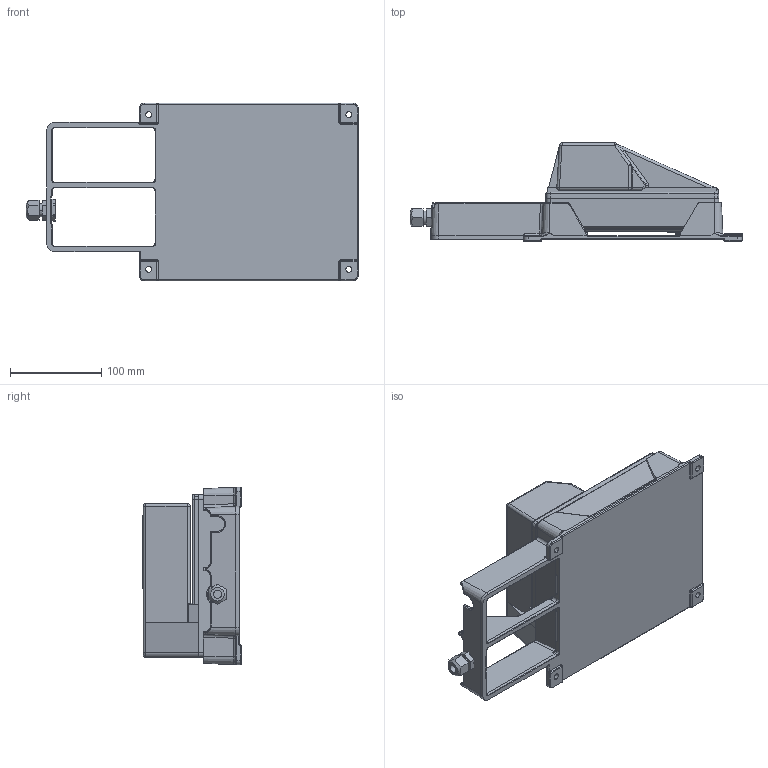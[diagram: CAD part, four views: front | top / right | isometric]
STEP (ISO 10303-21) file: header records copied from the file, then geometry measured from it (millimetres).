
FILE_DESCRIPTION (( 'STEP AP214' ), '1' );
FILE_NAME ('DR-U295_352001_51.STEP', '2015-02-24T09:07:44', ( 'Admin1' ), ( '' ), 'SwSTEP 2.0', 'SolidWorks 2014', '' );
FILE_SCHEMA (( 'AUTOMOTIVE_DESIGN' ));
Length unit declared in the file: millimetre
Products named in the file (1): DR-U295_352001_51
Bounding box: 364.71 x 108.2 x 195 mm (x, y, z)
Surface area: 274562.8 mm2 (no closed solid volume)
Topology: 0 solids, 18 shells, 665 faces, 1838 edges, 1124 vertices
Faces by surface type: cylinder 265, plane 190, bspline 101, torus 60, sphere 35, cone 14
Entity records: 31332 total; most frequent: CARTESIAN_POINT 8355, ORIENTED_EDGE 3235, DIRECTION 3218, EDGE_CURVE 1794, AXIS2_PLACEMENT_3D 1190, VERTEX_POINT 1124, LINE 838, VECTOR 838
